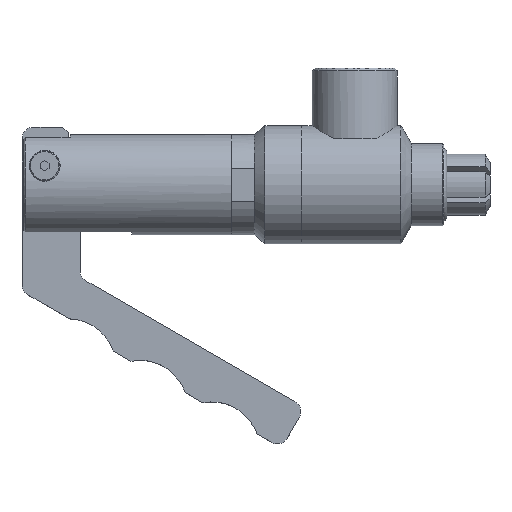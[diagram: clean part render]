
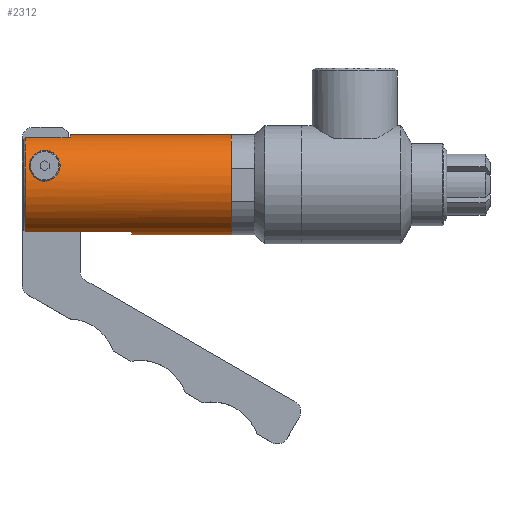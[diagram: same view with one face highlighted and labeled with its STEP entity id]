
A CAD part, top view. The second image highlights one B-rep face of the part: STEP entity #2312.
In plain terms, the highlighted cylindrical face has radius 13.462 mm (diameter 26.924 mm), a full revolution.
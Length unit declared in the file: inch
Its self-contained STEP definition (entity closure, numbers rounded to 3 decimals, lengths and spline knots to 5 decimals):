
#50=B_SPLINE_CURVE_WITH_KNOTS('',3,(#3521,#3522,#3523,#3524,#3525,#3526,
#3527,#3528,#3529,#3530,#3531,#3532,#3533,#3534,#3535,#3536,#3537,#3538,
#3539,#3540,#3541,#3542,#3543,#3544,#3545,#3546,#3547,#3548,#3549,#3550,
#3551,#3552,#3553,#3554),.UNSPECIFIED.,.T.,.F.,(4,2,2,2,2,2,2,2,2,2,2,2,
2,2,2,2,4),(0.,0.15668,0.31335,0.47644,0.63953,
0.82205,1.00457,1.16495,1.32534,1.48572,
1.64611,1.82862,2.01114,2.17423,2.33732,
2.494,2.65068),.UNSPECIFIED.);
#51=B_SPLINE_CURVE_WITH_KNOTS('',3,(#3557,#3558,#3559,#3560,#3561,#3562,
#3563,#3564,#3565,#3566,#3567,#3568,#3569,#3570,#3571,#3572,#3573,#3574,
#3575,#3576,#3577,#3578,#3579,#3580,#3581,#3582,#3583,#3584,#3585,#3586,
#3587,#3588,#3589,#3590),.UNSPECIFIED.,.T.,.F.,(4,2,2,2,2,2,2,2,2,2,2,2,
2,2,2,2,4),(0.,0.0905,0.18099,0.27693,0.37288,
0.47505,0.57722,0.66858,0.75994,
0.8513,0.94266,1.04483,1.147,1.24294,
1.33888,1.42938,1.51987),.UNSPECIFIED.);
#239=LINE('',#4034,#409);
#240=LINE('',#4036,#410);
#241=LINE('',#4040,#411);
#242=LINE('',#4044,#412);
#409=VECTOR('',#3168,0.475);
#410=VECTOR('',#3169,0.475);
#411=VECTOR('',#3172,1.125);
#412=VECTOR('',#3175,1.125);
#525=FACE_BOUND('',#821,.T.);
#526=FACE_BOUND('',#822,.T.);
#527=FACE_BOUND('',#823,.T.);
#658=FACE_OUTER_BOUND('',#820,.T.);
#820=EDGE_LOOP('',(#2049));
#821=EDGE_LOOP('',(#2050));
#822=EDGE_LOOP('',(#2051));
#823=EDGE_LOOP('',(#2052,#2053,#2054,#2055,#2056,#2057,#2058,#2059));
#961=CIRCLE('',#2546,0.53);
#962=CIRCLE('',#2548,0.53);
#963=CIRCLE('',#2549,0.53);
#964=CIRCLE('',#2550,0.53);
#965=CIRCLE('',#2551,0.53);
#1063=VERTEX_POINT('',#3520);
#1064=VERTEX_POINT('',#3556);
#1178=VERTEX_POINT('',#4022);
#1179=VERTEX_POINT('',#4023);
#1182=VERTEX_POINT('',#4031);
#1183=VERTEX_POINT('',#4033);
#1184=VERTEX_POINT('',#4035);
#1185=VERTEX_POINT('',#4037);
#1186=VERTEX_POINT('',#4039);
#1187=VERTEX_POINT('',#4041);
#1188=VERTEX_POINT('',#4043);
#1317=EDGE_CURVE('',#1063,#1063,#50,.T.);
#1318=EDGE_CURVE('',#1064,#1064,#51,.T.);
#1485=EDGE_CURVE('',#1178,#1179,#961,.T.);
#1489=EDGE_CURVE('',#1182,#1182,#962,.T.);
#1490=EDGE_CURVE('',#1183,#1178,#239,.T.);
#1491=EDGE_CURVE('',#1179,#1184,#240,.T.);
#1492=EDGE_CURVE('',#1184,#1185,#963,.T.);
#1493=EDGE_CURVE('',#1185,#1186,#241,.T.);
#1494=EDGE_CURVE('',#1186,#1187,#964,.T.);
#1495=EDGE_CURVE('',#1187,#1188,#242,.T.);
#1496=EDGE_CURVE('',#1188,#1183,#965,.T.);
#2049=ORIENTED_EDGE('',*,*,#1489,.F.);
#2050=ORIENTED_EDGE('',*,*,#1317,.T.);
#2051=ORIENTED_EDGE('',*,*,#1318,.T.);
#2052=ORIENTED_EDGE('',*,*,#1490,.T.);
#2053=ORIENTED_EDGE('',*,*,#1485,.T.);
#2054=ORIENTED_EDGE('',*,*,#1491,.T.);
#2055=ORIENTED_EDGE('',*,*,#1492,.T.);
#2056=ORIENTED_EDGE('',*,*,#1493,.T.);
#2057=ORIENTED_EDGE('',*,*,#1494,.T.);
#2058=ORIENTED_EDGE('',*,*,#1495,.T.);
#2059=ORIENTED_EDGE('',*,*,#1496,.T.);
#2193=CYLINDRICAL_SURFACE('',#2547,0.53);
#2312=ADVANCED_FACE('',(#658,#525,#526,#527),#2193,.T.);
#2546=AXIS2_PLACEMENT_3D('',#4024,#3159,#3160);
#2547=AXIS2_PLACEMENT_3D('',#4030,#3164,#3165);
#2548=AXIS2_PLACEMENT_3D('',#4032,#3166,#3167);
#2549=AXIS2_PLACEMENT_3D('',#4038,#3170,#3171);
#2550=AXIS2_PLACEMENT_3D('',#4042,#3173,#3174);
#2551=AXIS2_PLACEMENT_3D('',#4045,#3176,#3177);
#3159=DIRECTION('center_axis',(1.,0.,0.));
#3160=DIRECTION('ref_axis',(0.,1.,0.));
#3164=DIRECTION('center_axis',(1.,0.,0.));
#3165=DIRECTION('ref_axis',(0.,1.,0.));
#3166=DIRECTION('center_axis',(1.,0.,0.));
#3167=DIRECTION('ref_axis',(0.,1.,0.));
#3168=DIRECTION('',(1.,0.,0.));
#3169=DIRECTION('',(-1.,0.,0.));
#3170=DIRECTION('center_axis',(1.,0.,0.));
#3171=DIRECTION('ref_axis',(0.,1.,0.));
#3172=DIRECTION('',(1.,0.,0.));
#3173=DIRECTION('center_axis',(1.,0.,0.));
#3174=DIRECTION('ref_axis',(0.,1.,0.));
#3175=DIRECTION('',(-1.,0.,0.));
#3176=DIRECTION('center_axis',(1.,0.,0.));
#3177=DIRECTION('ref_axis',(0.,1.,0.));
#3520=CARTESIAN_POINT('',(0.22,0.036,0.52878));
#3521=CARTESIAN_POINT('Ctrl Pts',(0.22,0.036,0.52878));
#3522=CARTESIAN_POINT('Ctrl Pts',(0.19944,0.036,0.52878));
#3523=CARTESIAN_POINT('Ctrl Pts',(0.17751,0.04011,
0.52855));
#3524=CARTESIAN_POINT('Ctrl Pts',(0.1372,0.05677,
0.52702));
#3525=CARTESIAN_POINT('Ctrl Pts',(0.11882,0.06932,
0.52565));
#3526=CARTESIAN_POINT('Ctrl Pts',(0.08926,0.09873,
0.52094));
#3527=CARTESIAN_POINT('Ctrl Pts',(0.07646,0.11769,
0.5172));
#3528=CARTESIAN_POINT('Ctrl Pts',(0.05984,0.15843,
0.50621));
#3529=CARTESIAN_POINT('Ctrl Pts',(0.056,0.18018,
0.49889));
#3530=CARTESIAN_POINT('Ctrl Pts',(0.056,0.22218,
0.48178));
#3531=CARTESIAN_POINT('Ctrl Pts',(0.06071,0.24507,
0.47054));
#3532=CARTESIAN_POINT('Ctrl Pts',(0.07879,0.28639,
0.4466));
#3533=CARTESIAN_POINT('Ctrl Pts',(0.09211,0.30485,0.43394));
#3534=CARTESIAN_POINT('Ctrl Pts',(0.12121,0.33224,0.41325));
#3535=CARTESIAN_POINT('Ctrl Pts',(0.13847,0.34384,0.40347));
#3536=CARTESIAN_POINT('Ctrl Pts',(0.1773,0.35973,0.38937));
#3537=CARTESIAN_POINT('Ctrl Pts',(0.19895,0.364,0.38523));
#3538=CARTESIAN_POINT('Ctrl Pts',(0.24105,0.364,0.38523));
#3539=CARTESIAN_POINT('Ctrl Pts',(0.2627,0.35973,0.38937));
#3540=CARTESIAN_POINT('Ctrl Pts',(0.30153,0.34384,0.40347));
#3541=CARTESIAN_POINT('Ctrl Pts',(0.31879,0.33224,0.41325));
#3542=CARTESIAN_POINT('Ctrl Pts',(0.34789,0.30485,0.43394));
#3543=CARTESIAN_POINT('Ctrl Pts',(0.36121,0.28639,0.4466));
#3544=CARTESIAN_POINT('Ctrl Pts',(0.37929,0.24507,0.47054));
#3545=CARTESIAN_POINT('Ctrl Pts',(0.384,0.22218,0.48178));
#3546=CARTESIAN_POINT('Ctrl Pts',(0.384,0.18018,0.49889));
#3547=CARTESIAN_POINT('Ctrl Pts',(0.38016,0.15843,0.50621));
#3548=CARTESIAN_POINT('Ctrl Pts',(0.36354,0.11769,0.5172));
#3549=CARTESIAN_POINT('Ctrl Pts',(0.35074,0.09873,0.52094));
#3550=CARTESIAN_POINT('Ctrl Pts',(0.32118,0.06932,
0.52565));
#3551=CARTESIAN_POINT('Ctrl Pts',(0.3028,0.05677,
0.52702));
#3552=CARTESIAN_POINT('Ctrl Pts',(0.26249,0.04011,
0.52855));
#3553=CARTESIAN_POINT('Ctrl Pts',(0.24056,0.036,0.52878));
#3554=CARTESIAN_POINT('Ctrl Pts',(0.22,0.036,0.52878));
#3556=CARTESIAN_POINT('',(0.22,0.105,-0.51949));
#3557=CARTESIAN_POINT('Ctrl Pts',(0.22,0.105,-0.51949));
#3558=CARTESIAN_POINT('Ctrl Pts',(0.23188,0.105,-0.51949));
#3559=CARTESIAN_POINT('Ctrl Pts',(0.24453,0.10737,-0.51903));
#3560=CARTESIAN_POINT('Ctrl Pts',(0.26776,0.11692,-0.51697));
#3561=CARTESIAN_POINT('Ctrl Pts',(0.27833,0.12411,-0.51533));
#3562=CARTESIAN_POINT('Ctrl Pts',(0.29549,0.141,-0.51098));
#3563=CARTESIAN_POINT('Ctrl Pts',(0.30296,0.15198,-0.50789));
#3564=CARTESIAN_POINT('Ctrl Pts',(0.31272,0.17565,-0.5002));
#3565=CARTESIAN_POINT('Ctrl Pts',(0.315,0.18834,-0.49557));
#3566=CARTESIAN_POINT('Ctrl Pts',(0.315,0.21242,-0.48576));
#3567=CARTESIAN_POINT('Ctrl Pts',(0.31244,0.22547,-0.47984));
#3568=CARTESIAN_POINT('Ctrl Pts',(0.30222,0.24932,-0.46788));
#3569=CARTESIAN_POINT('Ctrl Pts',(0.29458,0.26015,-0.46187));
#3570=CARTESIAN_POINT('Ctrl Pts',(0.27755,0.27639,-0.45231));
#3571=CARTESIAN_POINT('Ctrl Pts',(0.26734,0.28328,-0.44798));
#3572=CARTESIAN_POINT('Ctrl Pts',(0.24456,0.29259,-0.44195));
#3573=CARTESIAN_POINT('Ctrl Pts',(0.23199,0.295,-0.44031));
#3574=CARTESIAN_POINT('Ctrl Pts',(0.20801,0.295,-0.44031));
#3575=CARTESIAN_POINT('Ctrl Pts',(0.19544,0.29259,-0.44195));
#3576=CARTESIAN_POINT('Ctrl Pts',(0.17266,0.28328,-0.44798));
#3577=CARTESIAN_POINT('Ctrl Pts',(0.16245,0.27639,-0.45231));
#3578=CARTESIAN_POINT('Ctrl Pts',(0.14542,0.26015,-0.46187));
#3579=CARTESIAN_POINT('Ctrl Pts',(0.13778,0.24932,-0.46788));
#3580=CARTESIAN_POINT('Ctrl Pts',(0.12756,0.22547,-0.47984));
#3581=CARTESIAN_POINT('Ctrl Pts',(0.125,0.21242,-0.48576));
#3582=CARTESIAN_POINT('Ctrl Pts',(0.125,0.18834,-0.49557));
#3583=CARTESIAN_POINT('Ctrl Pts',(0.12728,0.17565,-0.5002));
#3584=CARTESIAN_POINT('Ctrl Pts',(0.13704,0.15198,-0.50789));
#3585=CARTESIAN_POINT('Ctrl Pts',(0.14451,0.141,-0.51098));
#3586=CARTESIAN_POINT('Ctrl Pts',(0.16167,0.12411,-0.51533));
#3587=CARTESIAN_POINT('Ctrl Pts',(0.17224,0.11692,-0.51697));
#3588=CARTESIAN_POINT('Ctrl Pts',(0.19547,0.10737,-0.51903));
#3589=CARTESIAN_POINT('Ctrl Pts',(0.20812,0.105,-0.51949));
#3590=CARTESIAN_POINT('Ctrl Pts',(0.22,0.105,-0.51949));
#4022=CARTESIAN_POINT('',(0.49,0.49939,-0.1775));
#4023=CARTESIAN_POINT('',(0.49,0.49939,0.1775));
#4024=CARTESIAN_POINT('Origin',(0.49,0.,0.));
#4030=CARTESIAN_POINT('Origin',(1.105,0.,0.));
#4031=CARTESIAN_POINT('',(2.195,0.53,0.));
#4032=CARTESIAN_POINT('Origin',(2.195,0.,0.));
#4033=CARTESIAN_POINT('',(0.015,0.49939,-0.1775));
#4034=CARTESIAN_POINT('',(1.105,0.49939,-0.1775));
#4035=CARTESIAN_POINT('',(0.015,0.49939,0.1775));
#4036=CARTESIAN_POINT('',(1.105,0.49939,0.1775));
#4037=CARTESIAN_POINT('',(0.015,-0.49939,0.1775));
#4038=CARTESIAN_POINT('Origin',(0.015,0.,0.));
#4039=CARTESIAN_POINT('',(1.14,-0.49939,0.1775));
#4040=CARTESIAN_POINT('',(1.105,-0.49939,0.1775));
#4041=CARTESIAN_POINT('',(1.14,-0.49939,-0.1775));
#4042=CARTESIAN_POINT('Origin',(1.14,0.,0.));
#4043=CARTESIAN_POINT('',(0.015,-0.49939,-0.1775));
#4044=CARTESIAN_POINT('',(1.105,-0.49939,-0.1775));
#4045=CARTESIAN_POINT('Origin',(0.015,0.,0.));
